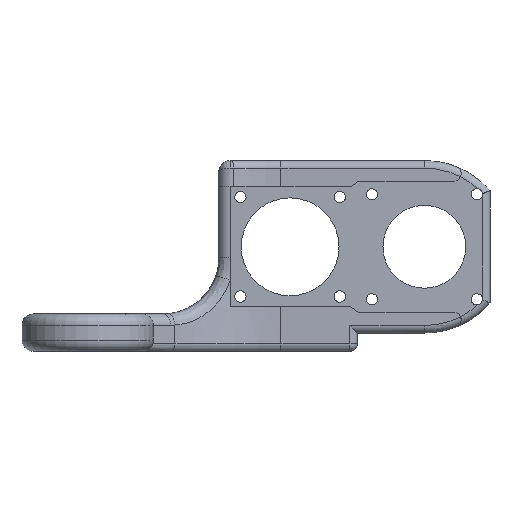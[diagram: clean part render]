
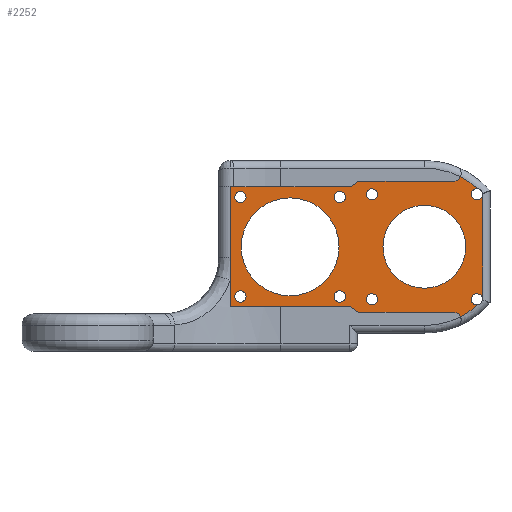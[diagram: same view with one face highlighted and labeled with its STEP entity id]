
A CAD part, left-side view. The second image highlights one B-rep face of the part: STEP entity #2252.
In plain terms, the highlighted planar face has unit normal (-1, 0, 0).
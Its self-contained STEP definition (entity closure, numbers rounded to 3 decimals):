
#34=FACE_BOUND('',#338,.T.);
#35=FACE_BOUND('',#339,.T.);
#36=FACE_BOUND('',#340,.T.);
#37=FACE_BOUND('',#341,.T.);
#38=FACE_BOUND('',#342,.T.);
#39=FACE_BOUND('',#343,.T.);
#40=FACE_BOUND('',#344,.T.);
#41=FACE_BOUND('',#345,.T.);
#74=PLANE('',#2500);
#195=FACE_OUTER_BOUND('',#337,.T.);
#337=EDGE_LOOP('',(#1851,#1852,#1853,#1854,#1855,#1856,#1857,#1858,#1859,
#1860,#1861,#1862,#1863,#1864,#1865,#1866));
#338=EDGE_LOOP('',(#1867));
#339=EDGE_LOOP('',(#1868));
#340=EDGE_LOOP('',(#1869));
#341=EDGE_LOOP('',(#1870));
#342=EDGE_LOOP('',(#1871));
#343=EDGE_LOOP('',(#1872));
#344=EDGE_LOOP('',(#1873));
#345=EDGE_LOOP('',(#1874));
#493=CIRCLE('',#2446,2.);
#494=CIRCLE('',#2448,21.);
#500=CIRCLE('',#2456,21.);
#501=CIRCLE('',#2458,2.);
#518=CIRCLE('',#2488,1.5);
#521=CIRCLE('',#2491,1.5);
#522=CIRCLE('',#2493,1.5);
#525=CIRCLE('',#2496,1.5);
#527=CIRCLE('',#2501,1.5);
#528=CIRCLE('',#2502,1.5);
#529=CIRCLE('',#2503,1.5);
#530=CIRCLE('',#2504,1.5);
#531=CIRCLE('',#2505,13.05);
#532=CIRCLE('',#2506,11.05);
#533=CIRCLE('',#2507,1.5);
#534=CIRCLE('',#2508,1.5);
#605=LINE('',#3735,#787);
#650=LINE('',#4107,#832);
#654=LINE('',#4131,#836);
#655=LINE('',#4133,#837);
#656=LINE('',#4135,#838);
#657=LINE('',#4137,#839);
#658=LINE('',#4139,#840);
#659=LINE('',#4140,#841);
#787=VECTOR('',#2778,10.);
#832=VECTOR('',#3011,10.);
#836=VECTOR('',#3045,10.);
#837=VECTOR('',#3046,10.);
#838=VECTOR('',#3047,10.);
#839=VECTOR('',#3048,10.);
#840=VECTOR('',#3049,10.);
#841=VECTOR('',#3050,10.);
#1012=VERTEX_POINT('',#3732);
#1013=VERTEX_POINT('',#3734);
#1052=VERTEX_POINT('',#3940);
#1055=VERTEX_POINT('',#3946);
#1057=VERTEX_POINT('',#3966);
#1060=VERTEX_POINT('',#3989);
#1063=VERTEX_POINT('',#4006);
#1065=VERTEX_POINT('',#4026);
#1086=VERTEX_POINT('',#4106);
#1087=VERTEX_POINT('',#4111);
#1089=VERTEX_POINT('',#4119);
#1091=VERTEX_POINT('',#4130);
#1092=VERTEX_POINT('',#4132);
#1093=VERTEX_POINT('',#4134);
#1094=VERTEX_POINT('',#4136);
#1095=VERTEX_POINT('',#4138);
#1096=VERTEX_POINT('',#4141);
#1097=VERTEX_POINT('',#4143);
#1098=VERTEX_POINT('',#4145);
#1099=VERTEX_POINT('',#4147);
#1100=VERTEX_POINT('',#4149);
#1101=VERTEX_POINT('',#4151);
#1102=VERTEX_POINT('',#4153);
#1103=VERTEX_POINT('',#4155);
#1250=EDGE_CURVE('',#1012,#1013,#605,.T.);
#1317=EDGE_CURVE('',#1055,#1052,#493,.T.);
#1319=EDGE_CURVE('',#1057,#1055,#494,.T.);
#1329=EDGE_CURVE('',#1063,#1060,#500,.T.);
#1331=EDGE_CURVE('',#1065,#1063,#501,.T.);
#1364=EDGE_CURVE('',#1052,#1086,#650,.T.);
#1367=EDGE_CURVE('',#1013,#1087,#518,.T.);
#1371=EDGE_CURVE('',#1087,#1057,#521,.T.);
#1372=EDGE_CURVE('',#1060,#1089,#522,.T.);
#1376=EDGE_CURVE('',#1089,#1012,#525,.T.);
#1378=EDGE_CURVE('',#1091,#1065,#654,.T.);
#1379=EDGE_CURVE('',#1092,#1091,#655,.T.);
#1380=EDGE_CURVE('',#1093,#1092,#656,.T.);
#1381=EDGE_CURVE('',#1094,#1093,#657,.T.);
#1382=EDGE_CURVE('',#1095,#1094,#658,.T.);
#1383=EDGE_CURVE('',#1086,#1095,#659,.T.);
#1384=EDGE_CURVE('',#1096,#1096,#527,.T.);
#1385=EDGE_CURVE('',#1097,#1097,#528,.T.);
#1386=EDGE_CURVE('',#1098,#1098,#529,.T.);
#1387=EDGE_CURVE('',#1099,#1099,#530,.T.);
#1388=EDGE_CURVE('',#1100,#1100,#531,.T.);
#1389=EDGE_CURVE('',#1101,#1101,#532,.T.);
#1390=EDGE_CURVE('',#1102,#1102,#533,.T.);
#1391=EDGE_CURVE('',#1103,#1103,#534,.T.);
#1851=ORIENTED_EDGE('',*,*,#1319,.F.);
#1852=ORIENTED_EDGE('',*,*,#1371,.F.);
#1853=ORIENTED_EDGE('',*,*,#1367,.F.);
#1854=ORIENTED_EDGE('',*,*,#1250,.F.);
#1855=ORIENTED_EDGE('',*,*,#1376,.F.);
#1856=ORIENTED_EDGE('',*,*,#1372,.F.);
#1857=ORIENTED_EDGE('',*,*,#1329,.F.);
#1858=ORIENTED_EDGE('',*,*,#1331,.F.);
#1859=ORIENTED_EDGE('',*,*,#1378,.F.);
#1860=ORIENTED_EDGE('',*,*,#1379,.F.);
#1861=ORIENTED_EDGE('',*,*,#1380,.F.);
#1862=ORIENTED_EDGE('',*,*,#1381,.F.);
#1863=ORIENTED_EDGE('',*,*,#1382,.F.);
#1864=ORIENTED_EDGE('',*,*,#1383,.F.);
#1865=ORIENTED_EDGE('',*,*,#1364,.F.);
#1866=ORIENTED_EDGE('',*,*,#1317,.F.);
#1867=ORIENTED_EDGE('',*,*,#1384,.F.);
#1868=ORIENTED_EDGE('',*,*,#1385,.F.);
#1869=ORIENTED_EDGE('',*,*,#1386,.F.);
#1870=ORIENTED_EDGE('',*,*,#1387,.F.);
#1871=ORIENTED_EDGE('',*,*,#1388,.T.);
#1872=ORIENTED_EDGE('',*,*,#1389,.F.);
#1873=ORIENTED_EDGE('',*,*,#1390,.F.);
#1874=ORIENTED_EDGE('',*,*,#1391,.F.);
#2252=ADVANCED_FACE('',(#195,#34,#35,#36,#37,#38,#39,#40,#41),#74,.T.);
#2446=AXIS2_PLACEMENT_3D('',#3963,#2912,#2913);
#2448=AXIS2_PLACEMENT_3D('',#3979,#2916,#2917);
#2456=AXIS2_PLACEMENT_3D('',#4023,#2934,#2935);
#2458=AXIS2_PLACEMENT_3D('',#4028,#2939,#2940);
#2488=AXIS2_PLACEMENT_3D('',#4112,#3017,#3018);
#2491=AXIS2_PLACEMENT_3D('',#4117,#3024,#3025);
#2493=AXIS2_PLACEMENT_3D('',#4120,#3028,#3029);
#2496=AXIS2_PLACEMENT_3D('',#4125,#3035,#3036);
#2500=AXIS2_PLACEMENT_3D('',#4129,#3043,#3044);
#2501=AXIS2_PLACEMENT_3D('',#4142,#3051,#3052);
#2502=AXIS2_PLACEMENT_3D('',#4144,#3053,#3054);
#2503=AXIS2_PLACEMENT_3D('',#4146,#3055,#3056);
#2504=AXIS2_PLACEMENT_3D('',#4148,#3057,#3058);
#2505=AXIS2_PLACEMENT_3D('',#4150,#3059,#3060);
#2506=AXIS2_PLACEMENT_3D('',#4152,#3061,#3062);
#2507=AXIS2_PLACEMENT_3D('',#4154,#3063,#3064);
#2508=AXIS2_PLACEMENT_3D('',#4156,#3065,#3066);
#2778=DIRECTION('',(0.,0.,-1.));
#2912=DIRECTION('center_axis',(-1.,0.,0.));
#2913=DIRECTION('ref_axis',(0.,-0.982,0.189));
#2916=DIRECTION('center_axis',(1.,0.,0.));
#2917=DIRECTION('ref_axis',(0.,-0.707,-0.707));
#2934=DIRECTION('center_axis',(1.,0.,0.));
#2935=DIRECTION('ref_axis',(0.,-0.707,0.707));
#2939=DIRECTION('center_axis',(-1.,0.,0.));
#2940=DIRECTION('ref_axis',(0.,-0.982,-0.189));
#3011=DIRECTION('',(0.,1.,0.));
#3017=DIRECTION('center_axis',(-1.,0.,0.));
#3018=DIRECTION('ref_axis',(0.,-1.,0.));
#3024=DIRECTION('center_axis',(-1.,0.,0.));
#3025=DIRECTION('ref_axis',(0.,-1.,0.));
#3028=DIRECTION('center_axis',(-1.,0.,0.));
#3029=DIRECTION('ref_axis',(0.,-1.,0.));
#3035=DIRECTION('center_axis',(-1.,0.,0.));
#3036=DIRECTION('ref_axis',(0.,-1.,0.));
#3043=DIRECTION('center_axis',(-1.,0.,0.));
#3044=DIRECTION('ref_axis',(0.,-1.,0.));
#3045=DIRECTION('',(0.,-1.,0.));
#3046=DIRECTION('',(0.,-0.839,0.544));
#3047=DIRECTION('',(0.,-1.,0.));
#3048=DIRECTION('',(0.,0.,1.));
#3049=DIRECTION('',(0.,1.,0.));
#3050=DIRECTION('',(0.,0.839,0.544));
#3051=DIRECTION('center_axis',(-1.,0.,0.));
#3052=DIRECTION('ref_axis',(0.,-1.,0.));
#3053=DIRECTION('center_axis',(-1.,0.,0.));
#3054=DIRECTION('ref_axis',(0.,-1.,0.));
#3055=DIRECTION('center_axis',(-1.,0.,0.));
#3056=DIRECTION('ref_axis',(0.,-1.,0.));
#3057=DIRECTION('center_axis',(-1.,0.,0.));
#3058=DIRECTION('ref_axis',(0.,-1.,0.));
#3059=DIRECTION('center_axis',(1.,0.,0.));
#3060=DIRECTION('ref_axis',(0.,-1.,0.));
#3061=DIRECTION('center_axis',(-1.,0.,0.));
#3062=DIRECTION('ref_axis',(0.,-1.,0.));
#3063=DIRECTION('center_axis',(-1.,0.,0.));
#3064=DIRECTION('ref_axis',(0.,-1.,0.));
#3065=DIRECTION('center_axis',(-1.,0.,0.));
#3066=DIRECTION('ref_axis',(0.,-1.,0.));
#3732=CARTESIAN_POINT('',(41.5,-87.814,41.9));
#3734=CARTESIAN_POINT('',(41.5,-87.814,13.9));
#3735=CARTESIAN_POINT('',(41.5,-87.814,20.438));
#3940=CARTESIAN_POINT('',(41.5,-80.108,10.4));
#3946=CARTESIAN_POINT('',(41.5,-81.928,9.23));
#3963=CARTESIAN_POINT('Origin',(41.5,-80.108,8.4));
#3966=CARTESIAN_POINT('',(41.5,-86.495,12.411));
#3979=CARTESIAN_POINT('Origin',(41.5,-72.314,27.9));
#3989=CARTESIAN_POINT('',(41.5,-86.495,43.389));
#4006=CARTESIAN_POINT('',(41.5,-81.928,46.57));
#4023=CARTESIAN_POINT('Origin',(41.5,-72.314,27.9));
#4026=CARTESIAN_POINT('',(41.5,-80.108,45.4));
#4028=CARTESIAN_POINT('Origin',(41.5,-80.108,47.4));
#4106=CARTESIAN_POINT('',(41.5,-54.814,10.4));
#4107=CARTESIAN_POINT('',(41.5,-89.814,10.4));
#4111=CARTESIAN_POINT('',(41.5,-84.814,13.9));
#4112=CARTESIAN_POINT('Origin',(41.5,-86.314,13.9));
#4117=CARTESIAN_POINT('Origin',(41.5,-86.314,13.9));
#4119=CARTESIAN_POINT('',(41.5,-84.814,41.9));
#4120=CARTESIAN_POINT('Origin',(41.5,-86.314,41.9));
#4125=CARTESIAN_POINT('Origin',(41.5,-86.314,41.9));
#4129=CARTESIAN_POINT('Origin',(41.5,-36.5,27.9));
#4130=CARTESIAN_POINT('',(41.5,-54.814,45.4));
#4131=CARTESIAN_POINT('',(41.5,-54.814,45.4));
#4132=CARTESIAN_POINT('',(41.5,-52.5,43.9));
#4133=CARTESIAN_POINT('',(41.5,-54.814,45.4));
#4134=CARTESIAN_POINT('',(41.5,-20.5,43.9));
#4135=CARTESIAN_POINT('',(41.5,-20.5,43.9));
#4136=CARTESIAN_POINT('',(41.5,-20.5,11.9));
#4137=CARTESIAN_POINT('',(41.5,-20.5,11.9));
#4138=CARTESIAN_POINT('',(41.5,-52.5,11.9));
#4139=CARTESIAN_POINT('',(41.5,-52.5,11.9));
#4140=CARTESIAN_POINT('',(41.5,-52.5,11.9));
#4141=CARTESIAN_POINT('',(41.5,-48.258,14.642));
#4142=CARTESIAN_POINT('Origin',(41.5,-49.758,14.642));
#4143=CARTESIAN_POINT('',(41.5,-48.258,41.158));
#4144=CARTESIAN_POINT('Origin',(41.5,-49.758,41.158));
#4145=CARTESIAN_POINT('',(41.5,-21.742,41.158));
#4146=CARTESIAN_POINT('Origin',(41.5,-23.242,41.158));
#4147=CARTESIAN_POINT('',(41.5,-21.742,14.642));
#4148=CARTESIAN_POINT('Origin',(41.5,-23.242,14.642));
#4149=CARTESIAN_POINT('',(41.5,-23.45,27.9));
#4150=CARTESIAN_POINT('Origin',(41.5,-36.5,27.9));
#4151=CARTESIAN_POINT('',(41.5,-61.264,27.9));
#4152=CARTESIAN_POINT('Origin',(41.5,-72.314,27.9));
#4153=CARTESIAN_POINT('',(41.5,-56.814,13.9));
#4154=CARTESIAN_POINT('Origin',(41.5,-58.314,13.9));
#4155=CARTESIAN_POINT('',(41.5,-56.814,41.9));
#4156=CARTESIAN_POINT('Origin',(41.5,-58.314,41.9));
